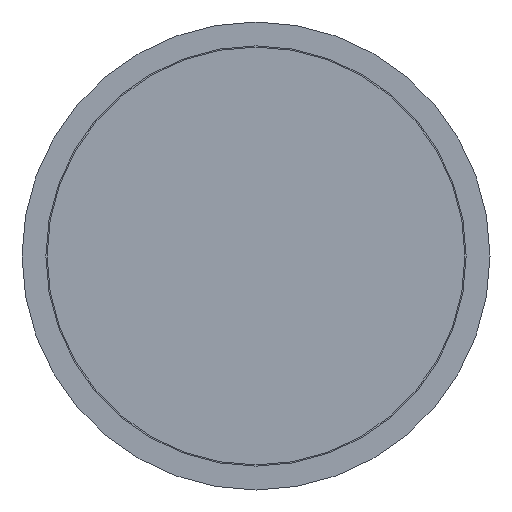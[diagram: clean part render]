
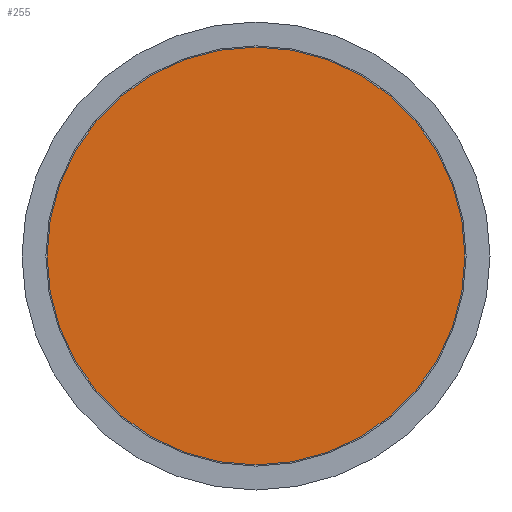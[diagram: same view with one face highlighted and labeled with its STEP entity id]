
A CAD part, front view. The second image highlights one B-rep face of the part: STEP entity #255.
In plain terms, the highlighted planar face has unit normal (0, -1, 0).
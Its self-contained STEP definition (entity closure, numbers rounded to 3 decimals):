
#118 = VERTEX_POINT ( 'NONE', #939 ) ;
#123 = ORIENTED_EDGE ( 'NONE', *, *, #435, .T. ) ;
#159 = DIRECTION ( 'NONE',  ( 0., 0., 1. ) ) ;
#242 = CIRCLE ( 'NONE', #373, 43.75 ) ;
#255 = ADVANCED_FACE ( 'NONE', ( #914 ), #764, .F. ) ;
#373 = AXIS2_PLACEMENT_3D ( 'NONE', #889, #654, #425 ) ;
#425 = DIRECTION ( 'NONE',  ( 0., 0., -1. ) ) ;
#435 = EDGE_CURVE ( 'NONE', #118, #118, #242, .T. ) ;
#472 = CARTESIAN_POINT ( 'NONE',  ( -43.75, 0., 0. ) ) ;
#632 = EDGE_LOOP ( 'NONE', ( #123 ) ) ;
#654 = DIRECTION ( 'NONE',  ( 0., -1., 0. ) ) ;
#764 = PLANE ( 'NONE',  #990 ) ;
#773 = DIRECTION ( 'NONE',  ( 0., 1., 0. ) ) ;
#889 = CARTESIAN_POINT ( 'NONE',  ( 0., 0., 0. ) ) ;
#914 = FACE_OUTER_BOUND ( 'NONE', #632, .T. ) ;
#939 = CARTESIAN_POINT ( 'NONE',  ( 0., 0., -43.75 ) ) ;
#990 = AXIS2_PLACEMENT_3D ( 'NONE', #472, #773, #159 ) ;
